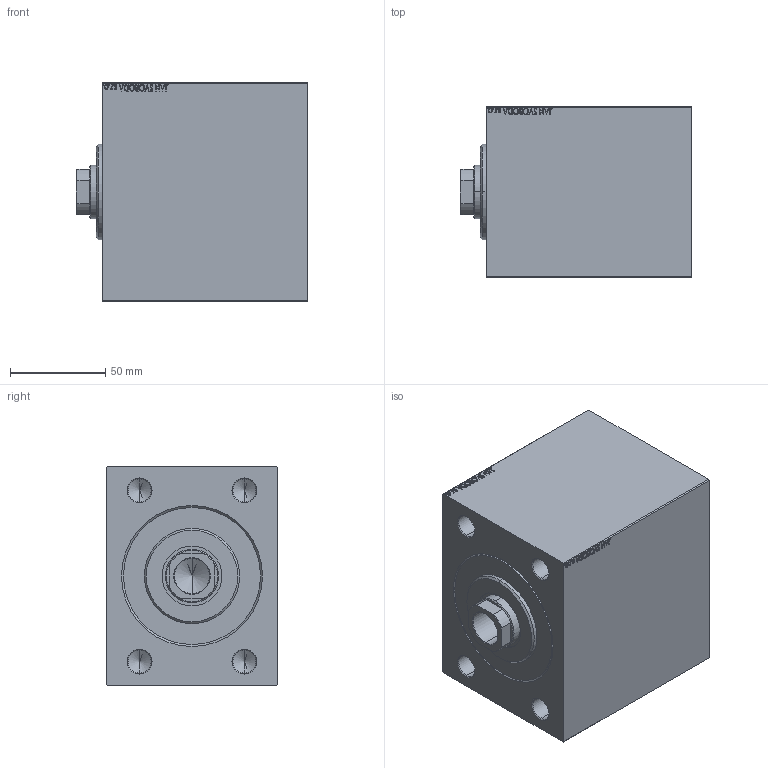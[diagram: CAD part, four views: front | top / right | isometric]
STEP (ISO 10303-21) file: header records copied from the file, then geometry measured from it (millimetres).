
FILE_DESCRIPTION (( 'STEP AP203' ), '1' );
FILE_NAME ('e733.STEP', '2021-03-18T21:06:33', ( '' ), ( '' ), 'SwSTEP 2.0', 'SolidWorks 2019', '' );
FILE_SCHEMA (( 'CONFIG_CONTROL_DESIGN' ));
Length unit declared in the file: millimetre
Products named in the file (4): V450CM_VC_B e039041e8daaac034f3dff0e9a1f82d0; e733; V450CM_B_VCP e039041e8daaac034f3dff0e9a1f82d0; V450CM_B e039041e8daaac034f3dff0e9a1f82d0
Assembly tree (3 placements, depth 2):
  e733
    V450CM_B e039041e8daaac034f3dff0e9a1f82d0
    V450CM_B_VCP e039041e8daaac034f3dff0e9a1f82d0
    V450CM_VC_B e039041e8daaac034f3dff0e9a1f82d0
Bounding box: 121.5 x 90 x 115 mm (x, y, z)
Volume: 1021344.9 mm3; surface area: 126752.5 mm2
Topology: 3 solids, 3 shells, 882 faces, 2263 edges, 1482 vertices
Faces by surface type: plane 402, bspline 380, cylinder 54, cone 46
Entity records: 44473 total; most frequent: CARTESIAN_POINT 25235, ORIENTED_EDGE 4490, DIRECTION 2625, EDGE_CURVE 2245, VERTEX_POINT 1482, VECTOR 1333, LINE 1333, EDGE_LOOP 1001
